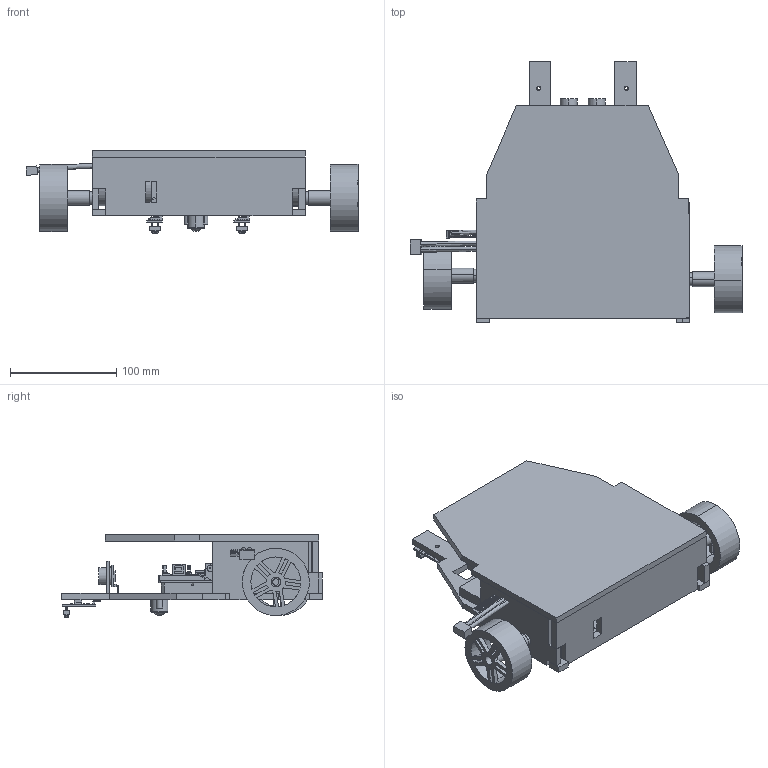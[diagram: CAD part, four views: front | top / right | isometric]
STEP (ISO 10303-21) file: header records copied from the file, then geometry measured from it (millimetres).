
FILE_DESCRIPTION (( 'STEP AP214' ), '1' );
FILE_NAME ('Chassis_assembly.STEP', '2022-06-18T22:51:31', ( '' ), ( '' ), 'SwSTEP 2.0', 'SolidWorks 2021', '' );
FILE_SCHEMA (( 'AUTOMOTIVE_DESIGN' ));
Length unit declared in the file: millimetre
Products named in the file (17): ultrasonic-sensor.step; front-wheel.stp; Chassis_assembly; breadboard.step; lipo-battery.stp; motor.step; Teil2^Chassis_assembly; behind; back-S; motorcontroler.step; Sides; wheel-basic.step; Bottom; arduino-UNO.step; sensor-Bracket; top; infrared-sensor.step
Assembly tree (18 placements, depth 2):
  Chassis_assembly
    Bottom
    Sides  x2
    arduino-UNO.step
    breadboard.step
    infrared-sensor.step  x2
    motor.step  x2
    motorcontroler.step
    ultrasonic-sensor.step
    wheel-basic.step  x2
    front-wheel.stp
    lipo-battery.stp
    sensor-Bracket
    top
    back-S
  Teil2^Chassis_assembly
  behind
Bounding box: 312 x 245 x 77.75 mm (x, y, z)
Volume: 1016886.2 mm3; surface area: 334692.4 mm2
Topology: 18 solids, 18 shells, 1409 faces, 3502 edges, 2273 vertices
Faces by surface type: plane 1212, cylinder 165, bspline 22, torus 10
Entity records: 36471 total; most frequent: CARTESIAN_POINT 8255, ORIENTED_EDGE 5722, DIRECTION 5333, EDGE_CURVE 2861, LINE 2475, VECTOR 2475, VERTEX_POINT 1859, AXIS2_PLACEMENT_3D 1429
